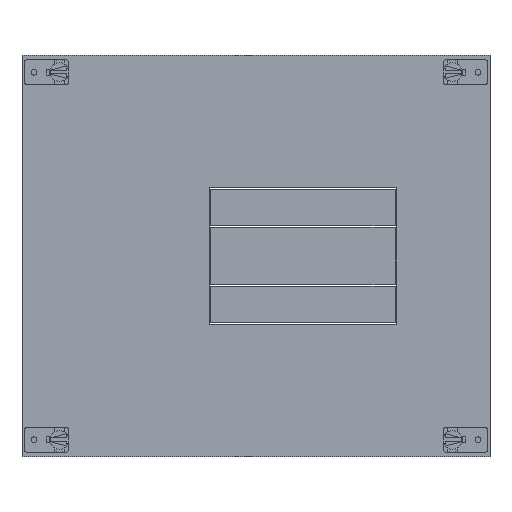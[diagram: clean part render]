
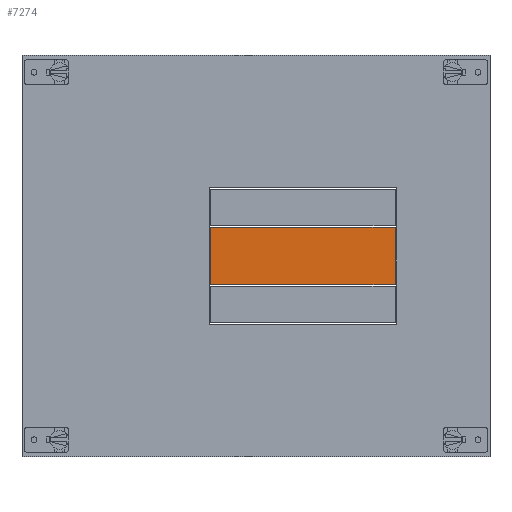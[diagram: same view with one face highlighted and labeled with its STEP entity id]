
A CAD part, top view. The second image highlights one B-rep face of the part: STEP entity #7274.
In plain terms, the highlighted planar face has unit normal (0, 0, 1).
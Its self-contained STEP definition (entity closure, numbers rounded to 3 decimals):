
#7159=DIRECTION('',(1.,0.,0.));
#7160=VECTOR('',#7159,138.);
#7161=CARTESIAN_POINT('',(-54.,46.5,1.));
#7162=LINE('',#7161,#7160);
#7166=DIRECTION('',(0.,1.,0.));
#7167=VECTOR('',#7166,43.);
#7168=CARTESIAN_POINT('',(84.,3.5,1.));
#7169=LINE('',#7168,#7167);
#7173=DIRECTION('',(1.,0.,0.));
#7174=VECTOR('',#7173,138.);
#7175=CARTESIAN_POINT('',(-54.,3.5,1.));
#7176=LINE('',#7175,#7174);
#7180=DIRECTION('',(0.,-1.,0.));
#7181=VECTOR('',#7180,43.);
#7182=CARTESIAN_POINT('',(-54.,46.5,1.));
#7183=LINE('',#7182,#7181);
#7243=CARTESIAN_POINT('',(-54.,46.5,1.));
#7244=CARTESIAN_POINT('',(84.,46.5,1.));
#7245=VERTEX_POINT('',#7243);
#7246=VERTEX_POINT('',#7244);
#7247=CARTESIAN_POINT('',(-54.,3.5,1.));
#7248=CARTESIAN_POINT('',(84.,3.5,1.));
#7249=VERTEX_POINT('',#7247);
#7250=VERTEX_POINT('',#7248);
#7259=CARTESIAN_POINT('',(0.,0.,1.));
#7260=DIRECTION('',(0.,0.,1.));
#7261=DIRECTION('',(1.,0.,0.));
#7262=AXIS2_PLACEMENT_3D('',#7259,#7260,#7261);
#7263=PLANE('',#7262);
#7265=ORIENTED_EDGE('',*,*,#7264,.T.);
#7267=ORIENTED_EDGE('',*,*,#7266,.F.);
#7269=ORIENTED_EDGE('',*,*,#7268,.F.);
#7271=ORIENTED_EDGE('',*,*,#7270,.F.);
#7272=EDGE_LOOP('',(#7265,#7267,#7269,#7271));
#7273=FACE_OUTER_BOUND('',#7272,.F.);
#7264=EDGE_CURVE('',#7245,#7246,#7162,.T.);
#7266=EDGE_CURVE('',#7250,#7246,#7169,.T.);
#7268=EDGE_CURVE('',#7249,#7250,#7176,.T.);
#7270=EDGE_CURVE('',#7245,#7249,#7183,.T.);
#7274=ADVANCED_FACE('',(#7273),#7263,.T.);
